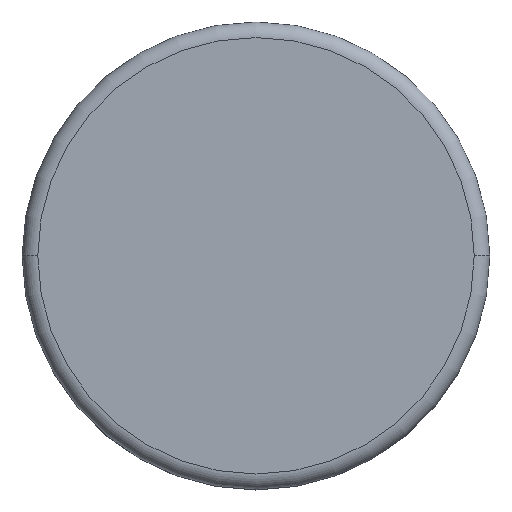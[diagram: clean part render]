
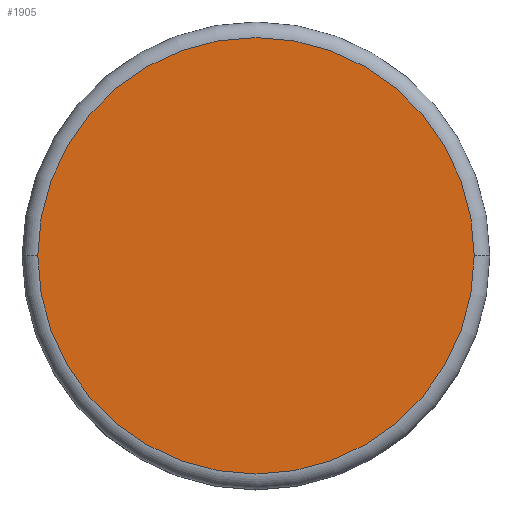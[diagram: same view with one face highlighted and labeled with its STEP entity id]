
A CAD part, top view. The second image highlights one B-rep face of the part: STEP entity #1905.
In plain terms, the highlighted planar face has unit normal (0, 0, 1).
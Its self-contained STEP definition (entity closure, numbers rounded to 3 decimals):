
#1041 = TOROIDAL_SURFACE('',#1042,7.,0.5);
#1042 = AXIS2_PLACEMENT_3D('',#1043,#1044,#1045);
#1043 = CARTESIAN_POINT('',(0.,0.,
    7.2));
#1044 = DIRECTION('',(0.,0.,1.));
#1045 = DIRECTION('',(1.,0.,0.));
#1110 = VERTEX_POINT('',#1111);
#1111 = CARTESIAN_POINT('',(-7.,0.,7.7));
#1148 = TOROIDAL_SURFACE('',#1149,7.,0.5);
#1149 = AXIS2_PLACEMENT_3D('',#1150,#1151,#1152);
#1150 = CARTESIAN_POINT('',(0.,0.,
    7.2));
#1151 = DIRECTION('',(0.,0.,1.));
#1152 = DIRECTION('',(1.,0.,0.));
#1182 = EDGE_CURVE('',#1183,#1110,#1185,.T.);
#1183 = VERTEX_POINT('',#1184);
#1184 = CARTESIAN_POINT('',(7.,0.,7.7));
#1185 = SURFACE_CURVE('',#1186,(#1191,#1220),.PCURVE_S1.);
#1186 = CIRCLE('',#1187,7.);
#1187 = AXIS2_PLACEMENT_3D('',#1188,#1189,#1190);
#1188 = CARTESIAN_POINT('',(0.,0.,
    7.7));
#1189 = DIRECTION('',(0.,0.,1.));
#1190 = DIRECTION('',(1.,0.,0.));
#1191 = PCURVE('',#1041,#1192);
#1192 = DEFINITIONAL_REPRESENTATION('',(#1193),#1219);
#1193 = B_SPLINE_CURVE_WITH_KNOTS('',3,(#1194,#1195,#1196,#1197,#1198,
    #1199,#1200,#1201,#1202,#1203,#1204,#1205,#1206,#1207,#1208,#1209,
    #1210,#1211,#1212,#1213,#1214,#1215,#1216,#1217,#1218),
  .UNSPECIFIED.,.F.,.F.,(4,1,1,1,1,1,1,1,1,1,1,1,1,1,1,1,1,1,1,1,1,1,4),
  (0.,0.143,0.286,0.428,0.571,
    0.714,0.857,1.,1.142,
    1.285,1.428,1.571,1.714,
    1.856,1.999,2.142,2.285,
    2.428,2.57,2.713,2.856,
    2.999,3.142),.QUASI_UNIFORM_KNOTS.);
#1194 = CARTESIAN_POINT('',(0.,1.571));
#1195 = CARTESIAN_POINT('',(0.048,1.571));
#1196 = CARTESIAN_POINT('',(0.143,1.571));
#1197 = CARTESIAN_POINT('',(0.286,1.571));
#1198 = CARTESIAN_POINT('',(0.428,1.571));
#1199 = CARTESIAN_POINT('',(0.571,1.571));
#1200 = CARTESIAN_POINT('',(0.714,1.571));
#1201 = CARTESIAN_POINT('',(0.857,1.571));
#1202 = CARTESIAN_POINT('',(1.,1.571));
#1203 = CARTESIAN_POINT('',(1.142,1.571));
#1204 = CARTESIAN_POINT('',(1.285,1.571));
#1205 = CARTESIAN_POINT('',(1.428,1.571));
#1206 = CARTESIAN_POINT('',(1.571,1.571));
#1207 = CARTESIAN_POINT('',(1.714,1.571));
#1208 = CARTESIAN_POINT('',(1.856,1.571));
#1209 = CARTESIAN_POINT('',(1.999,1.571));
#1210 = CARTESIAN_POINT('',(2.142,1.571));
#1211 = CARTESIAN_POINT('',(2.285,1.571));
#1212 = CARTESIAN_POINT('',(2.428,1.571));
#1213 = CARTESIAN_POINT('',(2.57,1.571));
#1214 = CARTESIAN_POINT('',(2.713,1.571));
#1215 = CARTESIAN_POINT('',(2.856,1.571));
#1216 = CARTESIAN_POINT('',(2.999,1.571));
#1217 = CARTESIAN_POINT('',(3.094,1.571));
#1218 = CARTESIAN_POINT('',(3.142,1.571));
#1219 = ( GEOMETRIC_REPRESENTATION_CONTEXT(2) 
PARAMETRIC_REPRESENTATION_CONTEXT() REPRESENTATION_CONTEXT('2D SPACE',''
  ) );
#1220 = PCURVE('',#1221,#1226);
#1221 = PLANE('',#1222);
#1222 = AXIS2_PLACEMENT_3D('',#1223,#1224,#1225);
#1223 = CARTESIAN_POINT('',(0.,0.,
    7.7));
#1224 = DIRECTION('',(0.,0.,1.));
#1225 = DIRECTION('',(0.,1.,0.));
#1226 = DEFINITIONAL_REPRESENTATION('',(#1227),#1231);
#1227 = CIRCLE('',#1228,7.);
#1228 = AXIS2_PLACEMENT_2D('',#1229,#1230);
#1229 = CARTESIAN_POINT('',(0.,0.));
#1230 = DIRECTION('',(0.,-1.));
#1231 = ( GEOMETRIC_REPRESENTATION_CONTEXT(2) 
PARAMETRIC_REPRESENTATION_CONTEXT() REPRESENTATION_CONTEXT('2D SPACE',''
  ) );
#1905 = ADVANCED_FACE('',(#1906),#1221,.T.);
#1906 = FACE_BOUND('',#1907,.T.);
#1907 = EDGE_LOOP('',(#1908,#1909));
#1908 = ORIENTED_EDGE('',*,*,#1182,.T.);
#1909 = ORIENTED_EDGE('',*,*,#1910,.T.);
#1910 = EDGE_CURVE('',#1110,#1183,#1911,.T.);
#1911 = SURFACE_CURVE('',#1912,(#1917,#1924),.PCURVE_S1.);
#1912 = CIRCLE('',#1913,7.);
#1913 = AXIS2_PLACEMENT_3D('',#1914,#1915,#1916);
#1914 = CARTESIAN_POINT('',(0.,0.,
    7.7));
#1915 = DIRECTION('',(0.,0.,1.));
#1916 = DIRECTION('',(1.,0.,0.));
#1917 = PCURVE('',#1221,#1918);
#1918 = DEFINITIONAL_REPRESENTATION('',(#1919),#1923);
#1919 = CIRCLE('',#1920,7.);
#1920 = AXIS2_PLACEMENT_2D('',#1921,#1922);
#1921 = CARTESIAN_POINT('',(0.,0.));
#1922 = DIRECTION('',(0.,-1.));
#1923 = ( GEOMETRIC_REPRESENTATION_CONTEXT(2) 
PARAMETRIC_REPRESENTATION_CONTEXT() REPRESENTATION_CONTEXT('2D SPACE',''
  ) );
#1924 = PCURVE('',#1148,#1925);
#1925 = DEFINITIONAL_REPRESENTATION('',(#1926),#1952);
#1926 = B_SPLINE_CURVE_WITH_KNOTS('',3,(#1927,#1928,#1929,#1930,#1931,
    #1932,#1933,#1934,#1935,#1936,#1937,#1938,#1939,#1940,#1941,#1942,
    #1943,#1944,#1945,#1946,#1947,#1948,#1949,#1950,#1951),
  .UNSPECIFIED.,.F.,.F.,(4,1,1,1,1,1,1,1,1,1,1,1,1,1,1,1,1,1,1,1,1,1,4),
  (3.142,3.284,3.427,3.57,
    3.713,3.856,3.998,4.141,
    4.284,4.427,4.57,4.712,
    4.855,4.998,5.141,5.284,
    5.426,5.569,5.712,5.855,
    5.998,6.14,6.283),.QUASI_UNIFORM_KNOTS.);
#1927 = CARTESIAN_POINT('',(3.142,1.571));
#1928 = CARTESIAN_POINT('',(3.189,1.571));
#1929 = CARTESIAN_POINT('',(3.284,1.571));
#1930 = CARTESIAN_POINT('',(3.427,1.571));
#1931 = CARTESIAN_POINT('',(3.57,1.571));
#1932 = CARTESIAN_POINT('',(3.713,1.571));
#1933 = CARTESIAN_POINT('',(3.856,1.571));
#1934 = CARTESIAN_POINT('',(3.998,1.571));
#1935 = CARTESIAN_POINT('',(4.141,1.571));
#1936 = CARTESIAN_POINT('',(4.284,1.571));
#1937 = CARTESIAN_POINT('',(4.427,1.571));
#1938 = CARTESIAN_POINT('',(4.57,1.571));
#1939 = CARTESIAN_POINT('',(4.712,1.571));
#1940 = CARTESIAN_POINT('',(4.855,1.571));
#1941 = CARTESIAN_POINT('',(4.998,1.571));
#1942 = CARTESIAN_POINT('',(5.141,1.571));
#1943 = CARTESIAN_POINT('',(5.284,1.571));
#1944 = CARTESIAN_POINT('',(5.426,1.571));
#1945 = CARTESIAN_POINT('',(5.569,1.571));
#1946 = CARTESIAN_POINT('',(5.712,1.571));
#1947 = CARTESIAN_POINT('',(5.855,1.571));
#1948 = CARTESIAN_POINT('',(5.998,1.571));
#1949 = CARTESIAN_POINT('',(6.14,1.571));
#1950 = CARTESIAN_POINT('',(6.236,1.571));
#1951 = CARTESIAN_POINT('',(6.283,1.571));
#1952 = ( GEOMETRIC_REPRESENTATION_CONTEXT(2) 
PARAMETRIC_REPRESENTATION_CONTEXT() REPRESENTATION_CONTEXT('2D SPACE',''
  ) );
